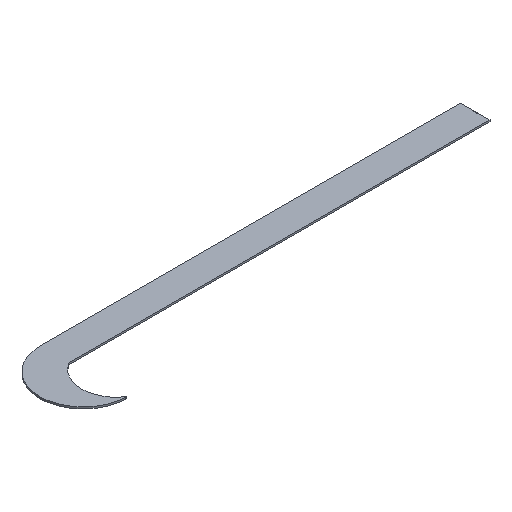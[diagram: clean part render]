
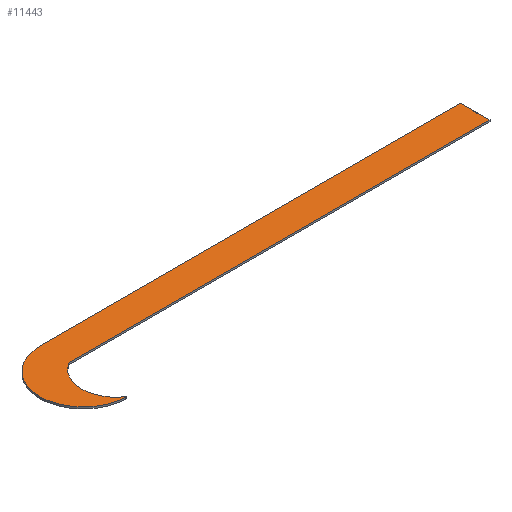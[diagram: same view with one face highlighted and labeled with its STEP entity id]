
A CAD part, isometric view. The second image highlights one B-rep face of the part: STEP entity #11443.
In plain terms, the highlighted planar face has unit normal (0, 0, 1).
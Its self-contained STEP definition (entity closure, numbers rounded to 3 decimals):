
#181 = DIRECTION ( 'NONE',  ( -1., 0., 0. ) ) ;
#646 = AXIS2_PLACEMENT_3D ( 'NONE', #1492, #8814, #2584 ) ;
#670 = ORIENTED_EDGE ( 'NONE', *, *, #9553, .F. ) ;
#872 = ORIENTED_EDGE ( 'NONE', *, *, #2507, .F. ) ;
#954 = EDGE_CURVE ( 'NONE', #13424, #11158, #5237, .T. ) ;
#1267 = CARTESIAN_POINT ( 'NONE',  ( -75., 75., 3. ) ) ;
#1273 = CARTESIAN_POINT ( 'NONE',  ( 725., 100., 3. ) ) ;
#1477 = CARTESIAN_POINT ( 'NONE',  ( 0., 75., 3. ) ) ;
#1492 = CARTESIAN_POINT ( 'NONE',  ( 0., 75., 3. ) ) ;
#1862 = ORIENTED_EDGE ( 'NONE', *, *, #954, .F. ) ;
#2334 = CARTESIAN_POINT ( 'NONE',  ( 725., 150., 3. ) ) ;
#2425 = LINE ( 'NONE', #2334, #4948 ) ;
#2507 = EDGE_CURVE ( 'NONE', #11158, #10547, #9092, .T. ) ;
#2567 = DIRECTION ( 'NONE',  ( 0., 0., 1. ) ) ;
#2568 = DIRECTION ( 'NONE',  ( 1., 0., 0. ) ) ;
#2584 = DIRECTION ( 'NONE',  ( 1., 0., 0. ) ) ;
#2806 = DIRECTION ( 'NONE',  ( 0., 0., 1. ) ) ;
#2865 = CIRCLE ( 'NONE', #11957, 59.182 ) ;
#3238 = CARTESIAN_POINT ( 'NONE',  ( 0., 100., 3. ) ) ;
#3829 = CARTESIAN_POINT ( 'NONE',  ( -27.519, 50., 3. ) ) ;
#4117 = DIRECTION ( 'NONE',  ( 1., 0., 0. ) ) ;
#4506 = CARTESIAN_POINT ( 'NONE',  ( 31.663, 50., 3. ) ) ;
#4536 = EDGE_CURVE ( 'NONE', #10547, #9892, #2865, .T. ) ;
#4758 = VECTOR ( 'NONE', #181, 1000. ) ;
#4948 = VECTOR ( 'NONE', #11749, 1000. ) ;
#5237 = LINE ( 'NONE', #1273, #4758 ) ;
#5461 = VERTEX_POINT ( 'NONE', #5637 ) ;
#5565 = DIRECTION ( 'NONE',  ( 1., 0., 0. ) ) ;
#5637 = CARTESIAN_POINT ( 'NONE',  ( 0., 150., 3. ) ) ;
#5692 = CARTESIAN_POINT ( 'NONE',  ( 725., 100., 3. ) ) ;
#6216 = CARTESIAN_POINT ( 'NONE',  ( 725., 150., 3. ) ) ;
#6318 = ORIENTED_EDGE ( 'NONE', *, *, #4536, .F. ) ;
#6717 = ORIENTED_EDGE ( 'NONE', *, *, #10319, .F. ) ;
#6988 = CARTESIAN_POINT ( 'NONE',  ( 0., 75., 3. ) ) ;
#7217 = VECTOR ( 'NONE', #4117, 1000. ) ;
#7533 = ORIENTED_EDGE ( 'NONE', *, *, #9641, .T. ) ;
#8018 = PLANE ( 'NONE',  #10626 ) ;
#8225 = ORIENTED_EDGE ( 'NONE', *, *, #10067, .T. ) ;
#8801 = CARTESIAN_POINT ( 'NONE',  ( 31.663, 50., 3. ) ) ;
#8803 = DIRECTION ( 'NONE',  ( 0., 0., 1. ) ) ;
#8814 = DIRECTION ( 'NONE',  ( 0., 0., 1. ) ) ;
#9092 = CIRCLE ( 'NONE', #9940, 59.182 ) ;
#9256 = CARTESIAN_POINT ( 'NONE',  ( 0., 150., 3. ) ) ;
#9553 = EDGE_CURVE ( 'NONE', #11511, #13424, #2425, .T. ) ;
#9554 = CARTESIAN_POINT ( 'NONE',  ( 0., 0., 3. ) ) ;
#9561 = LINE ( 'NONE', #9256, #7217 ) ;
#9641 = EDGE_CURVE ( 'NONE', #12127, #9892, #12502, .T. ) ;
#9773 = AXIS2_PLACEMENT_3D ( 'NONE', #1477, #8803, #2568 ) ;
#9822 = DIRECTION ( 'NONE',  ( 1., 0., 0. ) ) ;
#9892 = VERTEX_POINT ( 'NONE', #9554 ) ;
#9940 = AXIS2_PLACEMENT_3D ( 'NONE', #4506, #11725, #5565 ) ;
#10061 = DIRECTION ( 'NONE',  ( 1., 0., 0. ) ) ;
#10067 = EDGE_CURVE ( 'NONE', #5461, #12127, #10868, .T. ) ;
#10319 = EDGE_CURVE ( 'NONE', #5461, #11511, #9561, .T. ) ;
#10547 = VERTEX_POINT ( 'NONE', #3829 ) ;
#10626 = AXIS2_PLACEMENT_3D ( 'NONE', #6988, #2806, #10061 ) ;
#10868 = CIRCLE ( 'NONE', #9773, 75. ) ;
#11158 = VERTEX_POINT ( 'NONE', #3238 ) ;
#11306 = EDGE_LOOP ( 'NONE', ( #8225, #7533, #6318, #872, #1862, #670, #6717 ) ) ;
#11443 = ADVANCED_FACE ( 'NONE', ( #12322 ), #8018, .T. ) ;
#11511 = VERTEX_POINT ( 'NONE', #6216 ) ;
#11725 = DIRECTION ( 'NONE',  ( 0., 0., 1. ) ) ;
#11749 = DIRECTION ( 'NONE',  ( 0., -1., 0. ) ) ;
#11957 = AXIS2_PLACEMENT_3D ( 'NONE', #8801, #2567, #9822 ) ;
#12127 = VERTEX_POINT ( 'NONE', #1267 ) ;
#12322 = FACE_OUTER_BOUND ( 'NONE', #11306, .T. ) ;
#12502 = CIRCLE ( 'NONE', #646, 75. ) ;
#13424 = VERTEX_POINT ( 'NONE', #5692 ) ;
